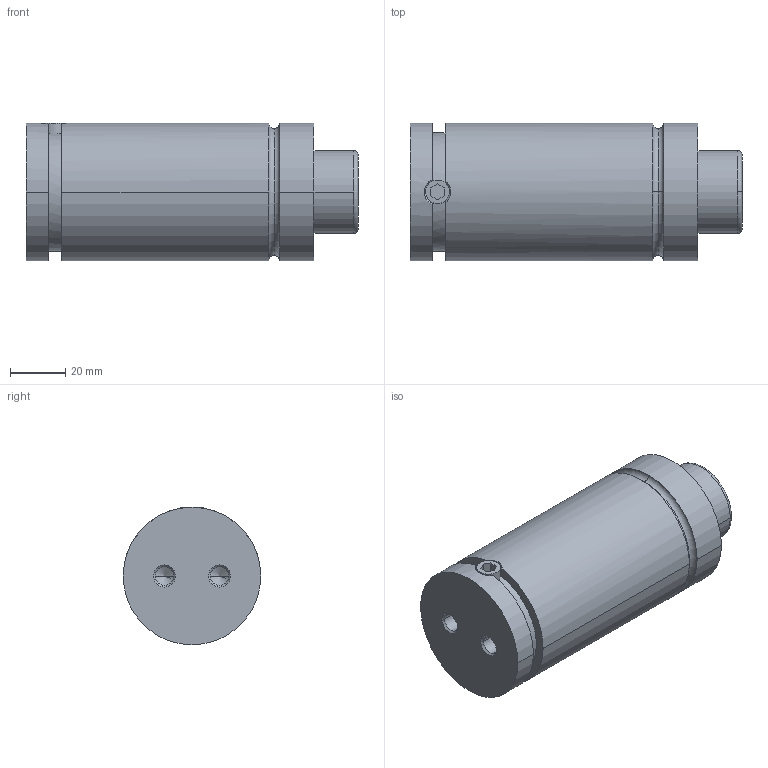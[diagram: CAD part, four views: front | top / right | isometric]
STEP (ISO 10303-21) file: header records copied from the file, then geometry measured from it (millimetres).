
FILE_DESCRIPTION(('STEP AP203'),'1');
FILE_NAME('ressort_gaz_h1000-013_0.stp','2014-04-30T14:58:43',('TraceParts'),('TraceParts S.A.'),'XStep 1.0',' ',' ');
FILE_SCHEMA(('CONFIG_CONTROL_DESIGN'));
Length unit declared in the file: millimetre
Products named in the file (3): 1; 2; 3
Bounding box: 120.7 x 50 x 50 mm (x, y, z)
Volume: 202400.2 mm3; surface area: 27306.7 mm2
Topology: 3 solids, 3 shells, 76 faces, 176 edges, 109 vertices
Faces by surface type: cylinder 32, plane 20, cone 18, torus 6
Entity records: 2379 total; most frequent: CARTESIAN_POINT 476, DIRECTION 411, ORIENTED_EDGE 344, EDGE_CURVE 172, AXIS2_PLACEMENT_3D 170, VERTEX_POINT 109, CIRCLE 91, EDGE_LOOP 85
